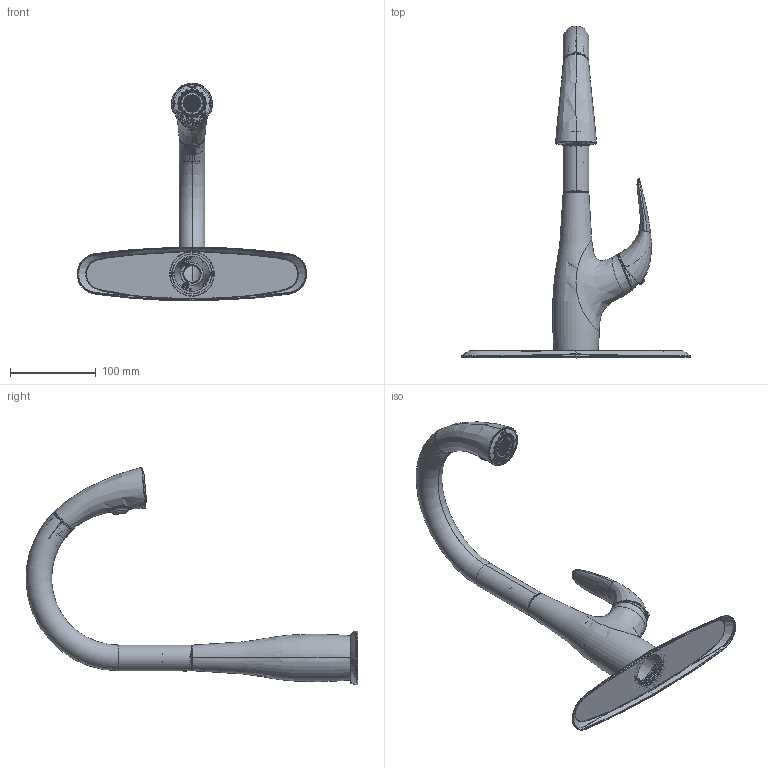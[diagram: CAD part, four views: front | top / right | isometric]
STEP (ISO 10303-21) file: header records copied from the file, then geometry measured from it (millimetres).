
FILE_DESCRIPTION((''),'2;1');
FILE_NAME('PAGANO_ASM','2021-02-26T',('51336'),(''),'CREO PARAMETRIC BY PTC INC, 2018360','CREO PARAMETRIC BY PTC INC, 2018360','');
FILE_SCHEMA(('CONFIG_CONTROL_DESIGN'));
Length unit declared in the file: millimetre
Products named in the file (21): 3704-402_1; 3704-104_1; 3704-404_2; 3704-103_1; 3704-504_ASM_2_ASM; 3704-101_4; 3704-201_1; 3654-003_1; 3654-004_1; 3654-004_ASM_1_ASM; 5623-026_1; 3603-015_1; 3625-004-B_1; 370401_ASM_2_ASM; 3813-123_1; 3704-403_1; 4379-301_1; 3302-406_1; 3704-204_1; 336141_ASM_7_ASM; PAGANO_ASM
Assembly tree (20 placements, depth 5):
  PAGANO_ASM
    336141_ASM_7_ASM
      3704-402_1
      3704-104_1
      3704-504_ASM_2_ASM
        3704-404_2
        3704-103_1
      370401_ASM_2_ASM
        3704-101_4
        3704-201_1
        3654-004_ASM_1_ASM
          3654-003_1
          3654-004_1
        5623-026_1
        3603-015_1
        3625-004-B_1
      3813-123_1
      3704-403_1
      4379-301_1
      3302-406_1
      3704-204_1
Bounding box: 268.14 x 387.33 x 253.99 mm (x, y, z)
Volume: 238551.8 mm3; surface area: 228804.7 mm2
Topology: 16 solids, 17 shells, 4337 faces, 12240 edges, 7959 vertices
Faces by surface type: plane 1861, bspline 1021, cylinder 849, torus 304, cone 206, extrusion 66, sphere 18, revolution 12
Entity records: 239446 total; most frequent: CARTESIAN_POINT 137664, ORIENTED_EDGE 24444, DIRECTION 16296, EDGE_CURVE 12222, VERTEX_POINT 7959, AXIS2_PLACEMENT_3D 5899, B_SPLINE_CURVE_WITH_KNOTS 5277, EDGE_LOOP 4797
